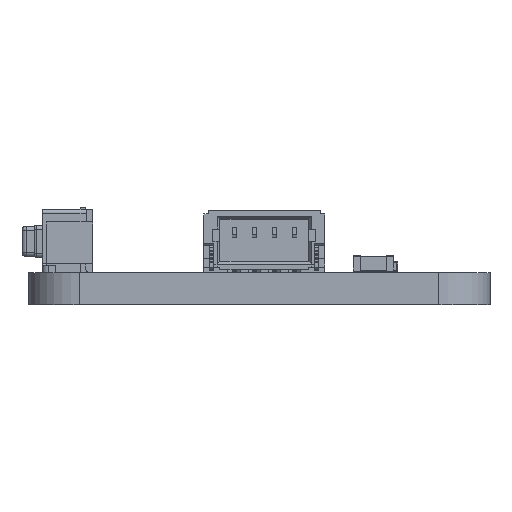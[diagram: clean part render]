
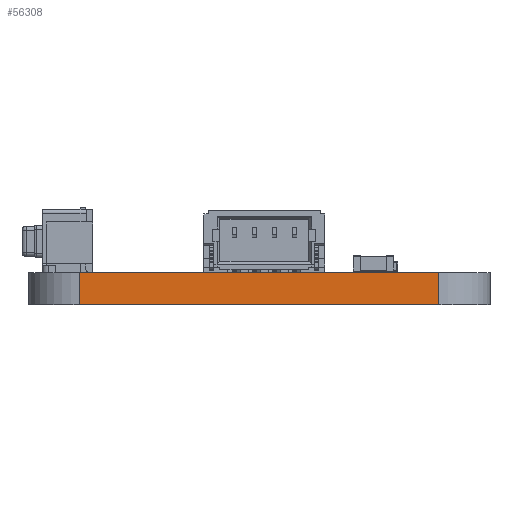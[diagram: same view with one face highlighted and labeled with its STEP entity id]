
A CAD part, left-side view. The second image highlights one B-rep face of the part: STEP entity #56308.
In plain terms, the highlighted planar face has unit normal (-1, 0, 0).
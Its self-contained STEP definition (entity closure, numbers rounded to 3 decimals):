
#53690 = CYLINDRICAL_SURFACE('',#53691,2.54);
#53691 = AXIS2_PLACEMENT_3D('',#53692,#53693,#53694);
#53692 = CARTESIAN_POINT('',(-22.86,-8.89,0.));
#53693 = DIRECTION('',(0.,0.,-1.));
#53694 = DIRECTION('',(1.,0.,0.));
#53718 = PLANE('',#53719);
#53719 = AXIS2_PLACEMENT_3D('',#53720,#53721,#53722);
#53720 = CARTESIAN_POINT('',(-22.86,-11.43,1.6));
#53721 = DIRECTION('',(0.,0.,-1.));
#53722 = DIRECTION('',(-1.,0.,0.));
#53772 = PLANE('',#53773);
#53773 = AXIS2_PLACEMENT_3D('',#53774,#53775,#53776);
#53774 = CARTESIAN_POINT('',(-22.86,-11.43,0.));
#53775 = DIRECTION('',(0.,0.,-1.));
#53776 = DIRECTION('',(-1.,0.,0.));
#53787 = EDGE_CURVE('',#53788,#53790,#53792,.T.);
#53788 = VERTEX_POINT('',#53789);
#53789 = CARTESIAN_POINT('',(-25.4,-8.89,0.));
#53790 = VERTEX_POINT('',#53791);
#53791 = CARTESIAN_POINT('',(-25.4,-8.89,1.6));
#53792 = SURFACE_CURVE('',#53793,(#53797,#53804),.PCURVE_S1.);
#53793 = LINE('',#53794,#53795);
#53794 = CARTESIAN_POINT('',(-25.4,-8.89,0.));
#53795 = VECTOR('',#53796,1.);
#53796 = DIRECTION('',(0.,0.,1.));
#53797 = PCURVE('',#53690,#53798);
#53798 = DEFINITIONAL_REPRESENTATION('',(#53799),#53803);
#53799 = LINE('',#53800,#53801);
#53800 = CARTESIAN_POINT('',(-3.142,0.));
#53801 = VECTOR('',#53802,1.);
#53802 = DIRECTION('',(0.,-1.));
#53803 = ( GEOMETRIC_REPRESENTATION_CONTEXT(2) 
PARAMETRIC_REPRESENTATION_CONTEXT() REPRESENTATION_CONTEXT('2D SPACE',''
  ) );
#53804 = PCURVE('',#53805,#53810);
#53805 = PLANE('',#53806);
#53806 = AXIS2_PLACEMENT_3D('',#53807,#53808,#53809);
#53807 = CARTESIAN_POINT('',(-25.4,8.89,0.));
#53808 = DIRECTION('',(1.,0.,0.));
#53809 = DIRECTION('',(0.,-1.,0.));
#53810 = DEFINITIONAL_REPRESENTATION('',(#53811),#53815);
#53811 = LINE('',#53812,#53813);
#53812 = CARTESIAN_POINT('',(17.78,0.));
#53813 = VECTOR('',#53814,1.);
#53814 = DIRECTION('',(0.,-1.));
#53815 = ( GEOMETRIC_REPRESENTATION_CONTEXT(2) 
PARAMETRIC_REPRESENTATION_CONTEXT() REPRESENTATION_CONTEXT('2D SPACE',''
  ) );
#53961 = EDGE_CURVE('',#53962,#53788,#53964,.T.);
#53962 = VERTEX_POINT('',#53963);
#53963 = CARTESIAN_POINT('',(-25.4,8.89,0.));
#53964 = SURFACE_CURVE('',#53965,(#53969,#53976),.PCURVE_S1.);
#53965 = LINE('',#53966,#53967);
#53966 = CARTESIAN_POINT('',(-25.4,8.89,0.));
#53967 = VECTOR('',#53968,1.);
#53968 = DIRECTION('',(0.,-1.,0.));
#53969 = PCURVE('',#53772,#53970);
#53970 = DEFINITIONAL_REPRESENTATION('',(#53971),#53975);
#53971 = LINE('',#53972,#53973);
#53972 = CARTESIAN_POINT('',(2.54,20.32));
#53973 = VECTOR('',#53974,1.);
#53974 = DIRECTION('',(0.,-1.));
#53975 = ( GEOMETRIC_REPRESENTATION_CONTEXT(2) 
PARAMETRIC_REPRESENTATION_CONTEXT() REPRESENTATION_CONTEXT('2D SPACE',''
  ) );
#53976 = PCURVE('',#53805,#53977);
#53977 = DEFINITIONAL_REPRESENTATION('',(#53978),#53982);
#53978 = LINE('',#53979,#53980);
#53979 = CARTESIAN_POINT('',(0.,0.));
#53980 = VECTOR('',#53981,1.);
#53981 = DIRECTION('',(1.,0.));
#53982 = ( GEOMETRIC_REPRESENTATION_CONTEXT(2) 
PARAMETRIC_REPRESENTATION_CONTEXT() REPRESENTATION_CONTEXT('2D SPACE',''
  ) );
#54005 = CYLINDRICAL_SURFACE('',#54006,2.54);
#54006 = AXIS2_PLACEMENT_3D('',#54007,#54008,#54009);
#54007 = CARTESIAN_POINT('',(-22.86,8.89,0.));
#54008 = DIRECTION('',(0.,0.,-1.));
#54009 = DIRECTION('',(1.,0.,0.));
#55225 = EDGE_CURVE('',#55226,#53790,#55228,.T.);
#55226 = VERTEX_POINT('',#55227);
#55227 = CARTESIAN_POINT('',(-25.4,8.89,1.6));
#55228 = SURFACE_CURVE('',#55229,(#55233,#55240),.PCURVE_S1.);
#55229 = LINE('',#55230,#55231);
#55230 = CARTESIAN_POINT('',(-25.4,8.89,1.6));
#55231 = VECTOR('',#55232,1.);
#55232 = DIRECTION('',(0.,-1.,0.));
#55233 = PCURVE('',#53718,#55234);
#55234 = DEFINITIONAL_REPRESENTATION('',(#55235),#55239);
#55235 = LINE('',#55236,#55237);
#55236 = CARTESIAN_POINT('',(2.54,20.32));
#55237 = VECTOR('',#55238,1.);
#55238 = DIRECTION('',(0.,-1.));
#55239 = ( GEOMETRIC_REPRESENTATION_CONTEXT(2) 
PARAMETRIC_REPRESENTATION_CONTEXT() REPRESENTATION_CONTEXT('2D SPACE',''
  ) );
#55240 = PCURVE('',#53805,#55241);
#55241 = DEFINITIONAL_REPRESENTATION('',(#55242),#55246);
#55242 = LINE('',#55243,#55244);
#55243 = CARTESIAN_POINT('',(0.,-1.6));
#55244 = VECTOR('',#55245,1.);
#55245 = DIRECTION('',(1.,0.));
#55246 = ( GEOMETRIC_REPRESENTATION_CONTEXT(2) 
PARAMETRIC_REPRESENTATION_CONTEXT() REPRESENTATION_CONTEXT('2D SPACE',''
  ) );
#56308 = ADVANCED_FACE('',(#56309),#53805,.F.);
#56309 = FACE_BOUND('',#56310,.F.);
#56310 = EDGE_LOOP('',(#56311,#56332,#56333,#56334));
#56311 = ORIENTED_EDGE('',*,*,#56312,.T.);
#56312 = EDGE_CURVE('',#53962,#55226,#56313,.T.);
#56313 = SURFACE_CURVE('',#56314,(#56318,#56325),.PCURVE_S1.);
#56314 = LINE('',#56315,#56316);
#56315 = CARTESIAN_POINT('',(-25.4,8.89,0.));
#56316 = VECTOR('',#56317,1.);
#56317 = DIRECTION('',(0.,0.,1.));
#56318 = PCURVE('',#53805,#56319);
#56319 = DEFINITIONAL_REPRESENTATION('',(#56320),#56324);
#56320 = LINE('',#56321,#56322);
#56321 = CARTESIAN_POINT('',(0.,0.));
#56322 = VECTOR('',#56323,1.);
#56323 = DIRECTION('',(0.,-1.));
#56324 = ( GEOMETRIC_REPRESENTATION_CONTEXT(2) 
PARAMETRIC_REPRESENTATION_CONTEXT() REPRESENTATION_CONTEXT('2D SPACE',''
  ) );
#56325 = PCURVE('',#54005,#56326);
#56326 = DEFINITIONAL_REPRESENTATION('',(#56327),#56331);
#56327 = LINE('',#56328,#56329);
#56328 = CARTESIAN_POINT('',(-3.142,0.));
#56329 = VECTOR('',#56330,1.);
#56330 = DIRECTION('',(0.,-1.));
#56331 = ( GEOMETRIC_REPRESENTATION_CONTEXT(2) 
PARAMETRIC_REPRESENTATION_CONTEXT() REPRESENTATION_CONTEXT('2D SPACE',''
  ) );
#56332 = ORIENTED_EDGE('',*,*,#55225,.T.);
#56333 = ORIENTED_EDGE('',*,*,#53787,.F.);
#56334 = ORIENTED_EDGE('',*,*,#53961,.F.);
